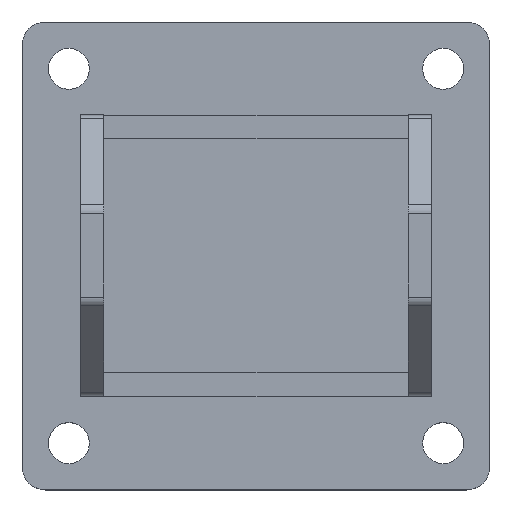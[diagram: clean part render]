
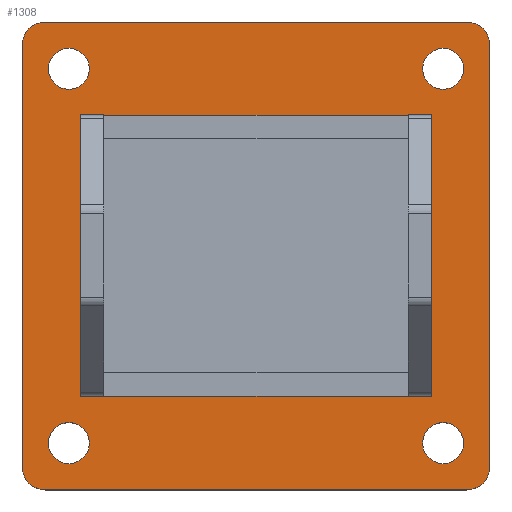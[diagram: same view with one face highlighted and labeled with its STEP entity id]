
A CAD part, top view. The second image highlights one B-rep face of the part: STEP entity #1308.
In plain terms, the highlighted planar face has unit normal (0, 0, 1).
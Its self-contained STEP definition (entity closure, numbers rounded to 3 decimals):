
#2 = CARTESIAN_POINT ( 'NONE',  ( 0., 0., 13. ) ) ;
#3 = VERTEX_POINT ( 'NONE', #708 ) ;
#17 = FACE_BOUND ( 'NONE', #431, .T. ) ;
#30 = VERTEX_POINT ( 'NONE', #696 ) ;
#44 = FACE_BOUND ( 'NONE', #911, .T. ) ;
#71 = DIRECTION ( 'NONE',  ( -1., 0., 0. ) ) ;
#74 = CARTESIAN_POINT ( 'NONE',  ( -100., -90., 13. ) ) ;
#79 = ORIENTED_EDGE ( 'NONE', *, *, #1010, .T. ) ;
#89 = CARTESIAN_POINT ( 'NONE',  ( -80., 80., 13. ) ) ;
#101 = LINE ( 'NONE', #599, #1220 ) ;
#110 = CARTESIAN_POINT ( 'NONE',  ( 90., 90., 13. ) ) ;
#119 = VERTEX_POINT ( 'NONE', #419 ) ;
#125 = EDGE_CURVE ( 'NONE', #259, #259, #934, .T. ) ;
#129 = ORIENTED_EDGE ( 'NONE', *, *, #1324, .F. ) ;
#130 = ORIENTED_EDGE ( 'NONE', *, *, #889, .T. ) ;
#176 = CARTESIAN_POINT ( 'NONE',  ( -90., -90., 13. ) ) ;
#182 = ORIENTED_EDGE ( 'NONE', *, *, #1058, .T. ) ;
#185 = EDGE_CURVE ( 'NONE', #3, #960, #1274, .T. ) ;
#200 = CARTESIAN_POINT ( 'NONE',  ( 65., 60., 13. ) ) ;
#206 = CIRCLE ( 'NONE', #243, 10. ) ;
#219 = CARTESIAN_POINT ( 'NONE',  ( -71.25, -80., 13. ) ) ;
#228 = ORIENTED_EDGE ( 'NONE', *, *, #350, .F. ) ;
#231 = FACE_BOUND ( 'NONE', #736, .T. ) ;
#243 = AXIS2_PLACEMENT_3D ( 'NONE', #705, #307, #71 ) ;
#254 = VERTEX_POINT ( 'NONE', #536 ) ;
#259 = VERTEX_POINT ( 'NONE', #1353 ) ;
#282 = AXIS2_PLACEMENT_3D ( 'NONE', #89, #742, #632 ) ;
#284 = LINE ( 'NONE', #397, #496 ) ;
#289 = DIRECTION ( 'NONE',  ( -1., 0., 0. ) ) ;
#291 = CARTESIAN_POINT ( 'NONE',  ( -75., 60., 13. ) ) ;
#298 = DIRECTION ( 'NONE',  ( 0., 0., 1. ) ) ;
#301 = EDGE_CURVE ( 'NONE', #325, #325, #368, .T. ) ;
#307 = DIRECTION ( 'NONE',  ( 0., 0., 1. ) ) ;
#315 = CARTESIAN_POINT ( 'NONE',  ( 71.25, -80., 13. ) ) ;
#321 = ORIENTED_EDGE ( 'NONE', *, *, #465, .T. ) ;
#325 = VERTEX_POINT ( 'NONE', #219 ) ;
#331 = ORIENTED_EDGE ( 'NONE', *, *, #789, .F. ) ;
#350 = EDGE_CURVE ( 'NONE', #909, #909, #727, .T. ) ;
#368 = CIRCLE ( 'NONE', #1083, 8.75 ) ;
#374 = VECTOR ( 'NONE', #479, 1000. ) ;
#380 = DIRECTION ( 'NONE',  ( 0., 1., 0. ) ) ;
#387 = FACE_OUTER_BOUND ( 'NONE', #1041, .T. ) ;
#397 = CARTESIAN_POINT ( 'NONE',  ( -100., -100., 13. ) ) ;
#403 = CARTESIAN_POINT ( 'NONE',  ( 65., -60., 13. ) ) ;
#409 = PLANE ( 'NONE',  #598 ) ;
#416 = LINE ( 'NONE', #591, #374 ) ;
#419 = CARTESIAN_POINT ( 'NONE',  ( 100., -90., 13. ) ) ;
#423 = DIRECTION ( 'NONE',  ( 0., 0., -1. ) ) ;
#425 = EDGE_CURVE ( 'NONE', #610, #495, #1076, .T. ) ;
#431 = EDGE_LOOP ( 'NONE', ( #1204 ) ) ;
#439 = DIRECTION ( 'NONE',  ( -1., 0., 0. ) ) ;
#447 = CARTESIAN_POINT ( 'NONE',  ( -90., 90., 13. ) ) ;
#463 = LINE ( 'NONE', #802, #1303 ) ;
#465 = EDGE_CURVE ( 'NONE', #119, #3, #1180, .T. ) ;
#479 = DIRECTION ( 'NONE',  ( 1., 0., 0. ) ) ;
#482 = EDGE_LOOP ( 'NONE', ( #331 ) ) ;
#485 = DIRECTION ( 'NONE',  ( 0., 0., 1. ) ) ;
#494 = DIRECTION ( 'NONE',  ( -1., 0., 0. ) ) ;
#495 = VERTEX_POINT ( 'NONE', #647 ) ;
#496 = VECTOR ( 'NONE', #814, 1000. ) ;
#504 = CARTESIAN_POINT ( 'NONE',  ( -75., 60., 13. ) ) ;
#521 = DIRECTION ( 'NONE',  ( 1., 0., 0. ) ) ;
#522 = DIRECTION ( 'NONE',  ( 1., 0., 0. ) ) ;
#529 = DIRECTION ( 'NONE',  ( 0., 0., 1. ) ) ;
#536 = CARTESIAN_POINT ( 'NONE',  ( -90., -100., 13. ) ) ;
#550 = ORIENTED_EDGE ( 'NONE', *, *, #1021, .T. ) ;
#551 = DIRECTION ( 'NONE',  ( 0., 1., 0. ) ) ;
#564 = CIRCLE ( 'NONE', #1108, 8.75 ) ;
#567 = EDGE_LOOP ( 'NONE', ( #129, #687, #1063, #1050 ) ) ;
#581 = DIRECTION ( 'NONE',  ( 0., 0., 1. ) ) ;
#591 = CARTESIAN_POINT ( 'NONE',  ( -100., -100., 13. ) ) ;
#595 = ORIENTED_EDGE ( 'NONE', *, *, #301, .F. ) ;
#598 = AXIS2_PLACEMENT_3D ( 'NONE', #2, #423, #1043 ) ;
#599 = CARTESIAN_POINT ( 'NONE',  ( -100., 100., 13. ) ) ;
#601 = LINE ( 'NONE', #291, #777 ) ;
#606 = ORIENTED_EDGE ( 'NONE', *, *, #185, .T. ) ;
#610 = VERTEX_POINT ( 'NONE', #1093 ) ;
#632 = DIRECTION ( 'NONE',  ( -1., 0., 0. ) ) ;
#635 = VERTEX_POINT ( 'NONE', #315 ) ;
#637 = DIRECTION ( 'NONE',  ( -1., 0., 0. ) ) ;
#646 = ORIENTED_EDGE ( 'NONE', *, *, #425, .T. ) ;
#647 = CARTESIAN_POINT ( 'NONE',  ( -100., 90., 13. ) ) ;
#687 = ORIENTED_EDGE ( 'NONE', *, *, #1213, .F. ) ;
#696 = CARTESIAN_POINT ( 'NONE',  ( 75., -60., 13. ) ) ;
#705 = CARTESIAN_POINT ( 'NONE',  ( 90., -90., 13. ) ) ;
#708 = CARTESIAN_POINT ( 'NONE',  ( 100., 90., 13. ) ) ;
#727 = CIRCLE ( 'NONE', #282, 8.75 ) ;
#732 = VECTOR ( 'NONE', #289, 1000. ) ;
#736 = EDGE_LOOP ( 'NONE', ( #595 ) ) ;
#738 = DIRECTION ( 'NONE',  ( 0., 0., 1. ) ) ;
#742 = DIRECTION ( 'NONE',  ( 0., 0., 1. ) ) ;
#746 = EDGE_CURVE ( 'NONE', #30, #1260, #463, .T. ) ;
#750 = AXIS2_PLACEMENT_3D ( 'NONE', #176, #485, #1006 ) ;
#761 = FACE_BOUND ( 'NONE', #567, .T. ) ;
#777 = VECTOR ( 'NONE', #1337, 1000. ) ;
#782 = AXIS2_PLACEMENT_3D ( 'NONE', #110, #529, #637 ) ;
#789 = EDGE_CURVE ( 'NONE', #635, #635, #564, .T. ) ;
#802 = CARTESIAN_POINT ( 'NONE',  ( 75., 60., 13. ) ) ;
#814 = DIRECTION ( 'NONE',  ( 0., -1., 0. ) ) ;
#818 = FACE_BOUND ( 'NONE', #482, .T. ) ;
#824 = CARTESIAN_POINT ( 'NONE',  ( -75., -60., 13. ) ) ;
#844 = EDGE_CURVE ( 'NONE', #1187, #119, #206, .T. ) ;
#857 = DIRECTION ( 'NONE',  ( 0., 0., 1. ) ) ;
#860 = EDGE_CURVE ( 'NONE', #1260, #1174, #1088, .T. ) ;
#889 = EDGE_CURVE ( 'NONE', #495, #1299, #284, .T. ) ;
#909 = VERTEX_POINT ( 'NONE', #1048 ) ;
#911 = EDGE_LOOP ( 'NONE', ( #228 ) ) ;
#919 = CARTESIAN_POINT ( 'NONE',  ( 75., 60., 13. ) ) ;
#926 = CARTESIAN_POINT ( 'NONE',  ( 80., 80., 13. ) ) ;
#934 = CIRCLE ( 'NONE', #1184, 8.75 ) ;
#939 = CIRCLE ( 'NONE', #750, 10. ) ;
#960 = VERTEX_POINT ( 'NONE', #1339 ) ;
#980 = AXIS2_PLACEMENT_3D ( 'NONE', #447, #857, #439 ) ;
#1006 = DIRECTION ( 'NONE',  ( -1., 0., 0. ) ) ;
#1010 = EDGE_CURVE ( 'NONE', #254, #1187, #416, .T. ) ;
#1021 = EDGE_CURVE ( 'NONE', #960, #610, #101, .T. ) ;
#1041 = EDGE_LOOP ( 'NONE', ( #130, #182, #79, #1104, #321, #606, #550, #646 ) ) ;
#1043 = DIRECTION ( 'NONE',  ( -1., 0., 0. ) ) ;
#1048 = CARTESIAN_POINT ( 'NONE',  ( -88.75, 80., 13. ) ) ;
#1050 = ORIENTED_EDGE ( 'NONE', *, *, #746, .F. ) ;
#1058 = EDGE_CURVE ( 'NONE', #1299, #254, #939, .T. ) ;
#1063 = ORIENTED_EDGE ( 'NONE', *, *, #860, .F. ) ;
#1076 = CIRCLE ( 'NONE', #980, 10. ) ;
#1083 = AXIS2_PLACEMENT_3D ( 'NONE', #1152, #738, #521 ) ;
#1088 = LINE ( 'NONE', #200, #732 ) ;
#1093 = CARTESIAN_POINT ( 'NONE',  ( -90., 100., 13. ) ) ;
#1104 = ORIENTED_EDGE ( 'NONE', *, *, #844, .T. ) ;
#1108 = AXIS2_PLACEMENT_3D ( 'NONE', #1120, #581, #1315 ) ;
#1120 = CARTESIAN_POINT ( 'NONE',  ( 80., -80., 13. ) ) ;
#1141 = CARTESIAN_POINT ( 'NONE',  ( 90., -100., 13. ) ) ;
#1152 = CARTESIAN_POINT ( 'NONE',  ( -80., -80., 13. ) ) ;
#1174 = VERTEX_POINT ( 'NONE', #504 ) ;
#1180 = LINE ( 'NONE', #1288, #1262 ) ;
#1184 = AXIS2_PLACEMENT_3D ( 'NONE', #926, #298, #1266 ) ;
#1187 = VERTEX_POINT ( 'NONE', #1141 ) ;
#1204 = ORIENTED_EDGE ( 'NONE', *, *, #125, .F. ) ;
#1213 = EDGE_CURVE ( 'NONE', #1174, #1234, #601, .T. ) ;
#1220 = VECTOR ( 'NONE', #494, 1000. ) ;
#1234 = VERTEX_POINT ( 'NONE', #824 ) ;
#1260 = VERTEX_POINT ( 'NONE', #919 ) ;
#1262 = VECTOR ( 'NONE', #551, 1000. ) ;
#1266 = DIRECTION ( 'NONE',  ( 1., 0., 0. ) ) ;
#1274 = CIRCLE ( 'NONE', #782, 10. ) ;
#1286 = LINE ( 'NONE', #403, #1309 ) ;
#1288 = CARTESIAN_POINT ( 'NONE',  ( 100., -100., 13. ) ) ;
#1299 = VERTEX_POINT ( 'NONE', #74 ) ;
#1303 = VECTOR ( 'NONE', #380, 1000. ) ;
#1308 = ADVANCED_FACE ( 'NONE', ( #44, #231, #818, #17, #387, #761 ), #409, .F. ) ;
#1309 = VECTOR ( 'NONE', #522, 1000. ) ;
#1315 = DIRECTION ( 'NONE',  ( -1., 0., 0. ) ) ;
#1324 = EDGE_CURVE ( 'NONE', #1234, #30, #1286, .T. ) ;
#1337 = DIRECTION ( 'NONE',  ( 0., -1., 0. ) ) ;
#1339 = CARTESIAN_POINT ( 'NONE',  ( 90., 100., 13. ) ) ;
#1353 = CARTESIAN_POINT ( 'NONE',  ( 88.75, 80., 13. ) ) ;
